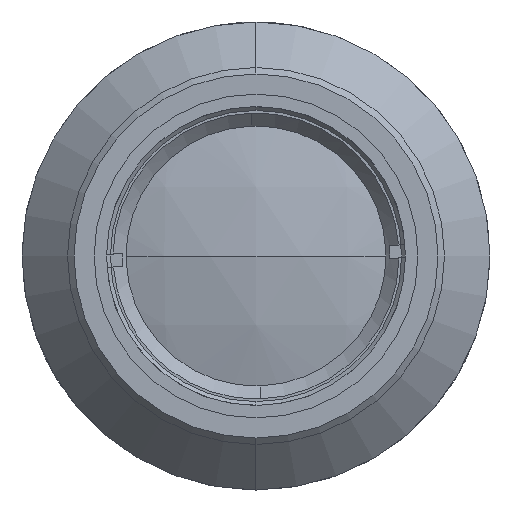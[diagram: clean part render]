
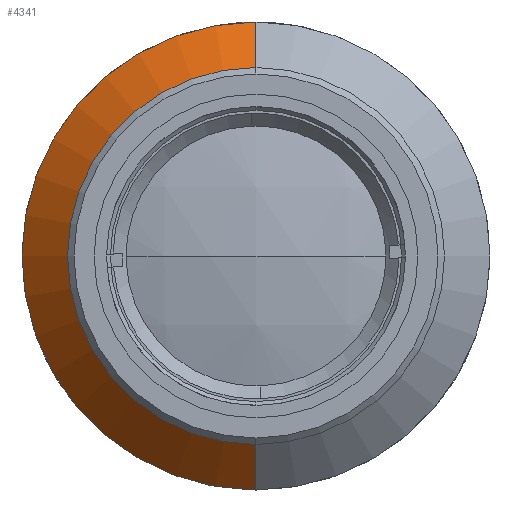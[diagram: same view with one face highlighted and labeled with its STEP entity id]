
A CAD part, left-side view. The second image highlights one B-rep face of the part: STEP entity #4341.
In plain terms, the highlighted conical face has half-angle 45 degrees and reference radius 18 mm.
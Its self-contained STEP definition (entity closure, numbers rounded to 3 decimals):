
#363 = CARTESIAN_POINT ( 'NONE',  ( 23.499, 0., 18. ) ) ;
#570 = CARTESIAN_POINT ( 'NONE',  ( 23.499, 0., 18. ) ) ;
#830 = ORIENTED_EDGE ( 'NONE', *, *, #1094, .T. ) ;
#833 = CARTESIAN_POINT ( 'NONE',  ( 19.999, 0., -14.5 ) ) ;
#959 = AXIS2_PLACEMENT_3D ( 'NONE', #2108, #3944, #4666 ) ;
#962 = EDGE_CURVE ( 'NONE', #2370, #3045, #2591, .T. ) ;
#1094 = EDGE_CURVE ( 'NONE', #1969, #2370, #3865, .T. ) ;
#1273 = VECTOR ( 'NONE', #4450, 1000. ) ;
#1376 = CARTESIAN_POINT ( 'NONE',  ( 23.499, 0., 0. ) ) ;
#1508 = CARTESIAN_POINT ( 'NONE',  ( 23.499, 0., -18. ) ) ;
#1628 = ORIENTED_EDGE ( 'NONE', *, *, #4681, .F. ) ;
#1850 = CARTESIAN_POINT ( 'NONE',  ( 23.499, 0., 0. ) ) ;
#1870 = DIRECTION ( 'NONE',  ( -1., 0., 0. ) ) ;
#1895 = CARTESIAN_POINT ( 'NONE',  ( 19.999, 0., 14.5 ) ) ;
#1937 = ORIENTED_EDGE ( 'NONE', *, *, #962, .T. ) ;
#1969 = VERTEX_POINT ( 'NONE', #1895 ) ;
#1980 = VECTOR ( 'NONE', #2038, 1000. ) ;
#2038 = DIRECTION ( 'NONE',  ( 0.707, 0., 0.707 ) ) ;
#2062 = AXIS2_PLACEMENT_3D ( 'NONE', #1850, #1870, #4409 ) ;
#2108 = CARTESIAN_POINT ( 'NONE',  ( 19.999, 0., 0. ) ) ;
#2168 = DIRECTION ( 'NONE',  ( 0., 0., -1. ) ) ;
#2337 = AXIS2_PLACEMENT_3D ( 'NONE', #1376, #2864, #2168 ) ;
#2370 = VERTEX_POINT ( 'NONE', #363 ) ;
#2591 = CIRCLE ( 'NONE', #2062, 18. ) ;
#2864 = DIRECTION ( 'NONE',  ( 1., 0., 0. ) ) ;
#3045 = VERTEX_POINT ( 'NONE', #1508 ) ;
#3069 = EDGE_CURVE ( 'NONE', #3345, #3045, #4732, .T. ) ;
#3345 = VERTEX_POINT ( 'NONE', #833 ) ;
#3612 = ORIENTED_EDGE ( 'NONE', *, *, #3069, .F. ) ;
#3865 = LINE ( 'NONE', #570, #1980 ) ;
#3944 = DIRECTION ( 'NONE',  ( -1., 0., 0. ) ) ;
#4011 = CARTESIAN_POINT ( 'NONE',  ( 23.499, 0., -18. ) ) ;
#4182 = EDGE_LOOP ( 'NONE', ( #1628, #830, #1937, #3612 ) ) ;
#4332 = CIRCLE ( 'NONE', #959, 14.5 ) ;
#4341 = ADVANCED_FACE ( 'NONE', ( #4363 ), #4718, .T. ) ;
#4363 = FACE_OUTER_BOUND ( 'NONE', #4182, .T. ) ;
#4409 = DIRECTION ( 'NONE',  ( 0., 0., 1. ) ) ;
#4450 = DIRECTION ( 'NONE',  ( 0.707, 0., -0.707 ) ) ;
#4666 = DIRECTION ( 'NONE',  ( 0., 0., 1. ) ) ;
#4681 = EDGE_CURVE ( 'NONE', #1969, #3345, #4332, .T. ) ;
#4718 = CONICAL_SURFACE ( 'NONE', #2337, 18., 0.785 ) ;
#4732 = LINE ( 'NONE', #4011, #1273 ) ;
